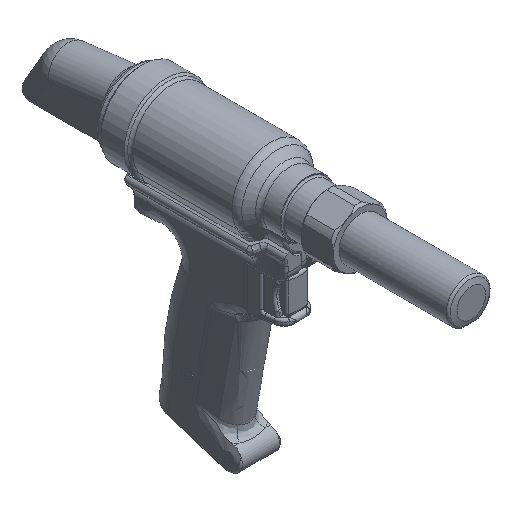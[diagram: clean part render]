
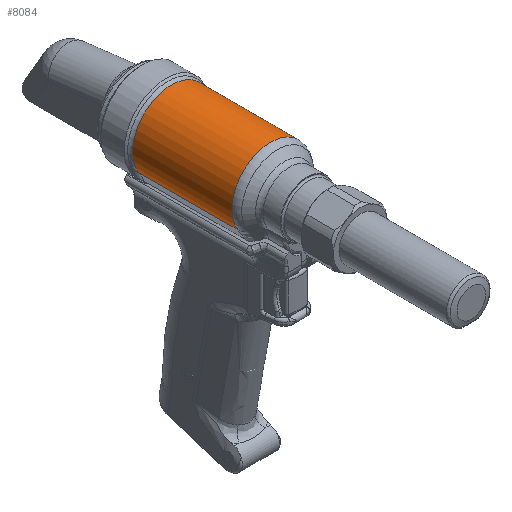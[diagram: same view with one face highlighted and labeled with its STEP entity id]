
A CAD part, isometric view. The second image highlights one B-rep face of the part: STEP entity #8084.
In plain terms, the highlighted cylindrical face has radius 25.089 mm (diameter 50.178 mm), a partial arc.
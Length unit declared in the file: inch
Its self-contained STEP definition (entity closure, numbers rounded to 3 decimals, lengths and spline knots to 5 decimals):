
#1308=CYLINDRICAL_SURFACE('',#29117,0.98775);
#3253=FACE_OUTER_BOUND('',#10578,.T.);
#4959=LINE('',#49392,#6605);
#4960=LINE('',#49397,#6606);
#6605=VECTOR('',#34645,1.);
#6606=VECTOR('',#34648,1.);
#8084=ADVANCED_FACE('',(#3253),#1308,.T.);
#10578=EDGE_LOOP('',(#15950,#15951,#15952,#15953));
#15950=ORIENTED_EDGE('',*,*,#24504,.T.);
#15951=ORIENTED_EDGE('',*,*,#24505,.T.);
#15952=ORIENTED_EDGE('',*,*,#24506,.T.);
#15953=ORIENTED_EDGE('',*,*,#24507,.T.);
#21148=VERTEX_POINT('',#49393);
#21149=VERTEX_POINT('',#49394);
#21150=VERTEX_POINT('',#49396);
#21151=VERTEX_POINT('',#49398);
#24504=EDGE_CURVE('',#21148,#21149,#4959,.T.);
#24505=EDGE_CURVE('',#21149,#21150,#26900,.T.);
#24506=EDGE_CURVE('',#21150,#21151,#4960,.T.);
#24507=EDGE_CURVE('',#21151,#21148,#26901,.T.);
#26900=CIRCLE('',#29115,0.98775);
#26901=CIRCLE('',#29116,0.98775);
#29115=AXIS2_PLACEMENT_3D('',#49395,#34646,#34647);
#29116=AXIS2_PLACEMENT_3D('',#49399,#34649,#34650);
#29117=AXIS2_PLACEMENT_3D('',#49400,#34651,#34652);
#34645=DIRECTION('',(0.,1.,0.));
#34646=DIRECTION('',(0.,-1.,0.));
#34647=DIRECTION('',(0.,0.,-1.));
#34648=DIRECTION('',(0.,-1.,0.));
#34649=DIRECTION('',(0.,1.,0.));
#34650=DIRECTION('',(0.,0.,1.));
#34651=DIRECTION('',(0.,-1.,0.));
#34652=DIRECTION('',(0.,0.,-1.));
#49392=CARTESIAN_POINT('',(0.83206,-2.41681,-0.53228));
#49393=CARTESIAN_POINT('',(0.83206,1.95755,-0.53228));
#49394=CARTESIAN_POINT('',(0.83206,4.48922,-0.53228));
#49395=CARTESIAN_POINT('',(0.,4.48922,0.));
#49396=CARTESIAN_POINT('',(-0.83206,4.48922,-0.53228));
#49397=CARTESIAN_POINT('',(-0.83206,-2.41681,-0.53228));
#49398=CARTESIAN_POINT('',(-0.83206,1.95755,-0.53228));
#49399=CARTESIAN_POINT('',(0.,1.95755,0.));
#49400=CARTESIAN_POINT('',(0.,-2.41681,0.));
